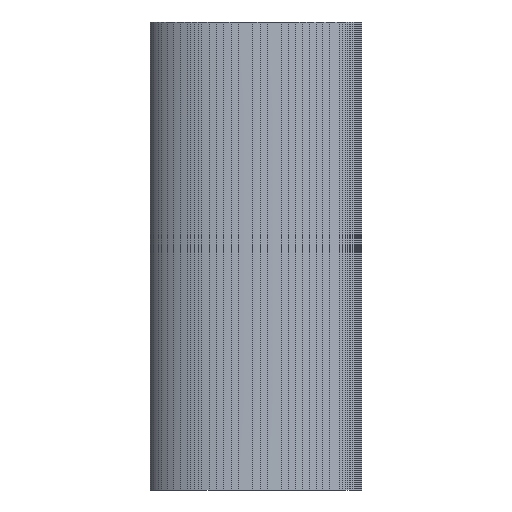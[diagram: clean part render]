
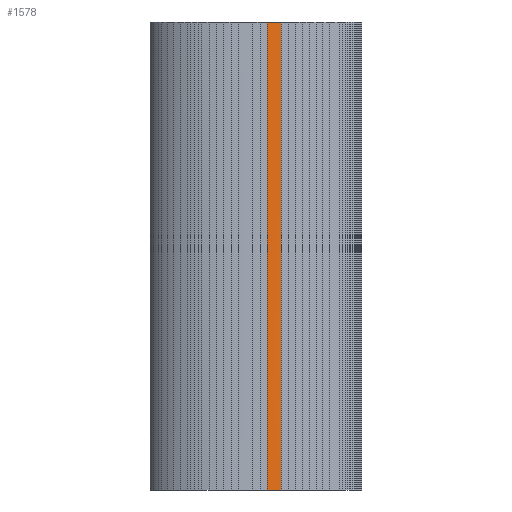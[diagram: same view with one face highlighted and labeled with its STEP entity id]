
A CAD part, front view. The second image highlights one B-rep face of the part: STEP entity #1578.
In plain terms, the highlighted face is a extrusion surface.
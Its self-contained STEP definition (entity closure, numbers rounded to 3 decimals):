
#1512=CARTESIAN_POINT('Vertex',(245.959,-65.29,440.)) ;
#1515=CARTESIAN_POINT('Line Origine',(245.959,-65.29,0.)) ;
#1519=CARTESIAN_POINT('Vertex',(245.959,-65.29,-440.)) ;
#1538=CARTESIAN_POINT('Control Point',(245.959,-65.29,0.)) ;
#1539=CARTESIAN_POINT('Control Point',(240.641,-66.793,0.)) ;
#1540=CARTESIAN_POINT('Control Point',(235.308,-68.243,0.)) ;
#1541=CARTESIAN_POINT('Control Point',(229.959,-69.64,0.)) ;
#1542=CARTESIAN_POINT('Control Point',(224.597,-70.984,0.)) ;
#1543=CARTESIAN_POINT('Control Point',(219.222,-72.275,0.)) ;
#1548=CARTESIAN_POINT('Control Point',(245.959,-65.29,440.)) ;
#1549=CARTESIAN_POINT('Control Point',(240.641,-66.793,440.)) ;
#1550=CARTESIAN_POINT('Control Point',(235.308,-68.243,440.)) ;
#1551=CARTESIAN_POINT('Control Point',(229.959,-69.64,440.)) ;
#1552=CARTESIAN_POINT('Control Point',(224.597,-70.984,440.)) ;
#1553=CARTESIAN_POINT('Control Point',(219.222,-72.275,440.)) ;
#1554=CARTESIAN_POINT('Vertex',(219.222,-72.275,440.)) ;
#1557=CARTESIAN_POINT('Line Origine',(219.222,-72.275,0.)) ;
#1561=CARTESIAN_POINT('Vertex',(219.222,-72.275,-440.)) ;
#1565=CARTESIAN_POINT('Control Point',(245.959,-65.29,-440.)) ;
#1566=CARTESIAN_POINT('Control Point',(240.641,-66.793,-440.)) ;
#1567=CARTESIAN_POINT('Control Point',(235.308,-68.243,-440.)) ;
#1568=CARTESIAN_POINT('Control Point',(229.959,-69.64,-440.)) ;
#1569=CARTESIAN_POINT('Control Point',(224.597,-70.984,-440.)) ;
#1570=CARTESIAN_POINT('Control Point',(219.222,-72.275,-440.)) ;
#1516=DIRECTION('Vector Direction',(0.,0.,1.)) ;
#1544=DIRECTION('Vector Direction',(0.,0.,1.)) ;
#1558=DIRECTION('Vector Direction',(0.,0.,1.)) ;
#1573=ORIENTED_EDGE('',*,*,#1556,.T.) ;
#1574=ORIENTED_EDGE('',*,*,#1563,.F.) ;
#1575=ORIENTED_EDGE('',*,*,#1571,.F.) ;
#1576=ORIENTED_EDGE('',*,*,#1521,.T.) ;
#1517=VECTOR('Line Direction',#1516,1.) ;
#1545=VECTOR('Extrusion Surface Vector',#1544,1.) ;
#1559=VECTOR('Line Direction',#1558,1.) ;
#1578=ADVANCED_FACE('Corps principal',(#1577),#1546,.F.) ;
#1537=B_SPLINE_CURVE_WITH_KNOTS('',5,(#1538,#1539,#1540,#1541,#1542,#1543),.UNSPECIFIED.,.F.,.U.,(6,6),(0.,29.52),.UNSPECIFIED.) ;
#1547=B_SPLINE_CURVE_WITH_KNOTS('',5,(#1548,#1549,#1550,#1551,#1552,#1553),.UNSPECIFIED.,.F.,.U.,(6,6),(0.,29.52),.UNSPECIFIED.) ;
#1564=B_SPLINE_CURVE_WITH_KNOTS('',5,(#1565,#1566,#1567,#1568,#1569,#1570),.UNSPECIFIED.,.F.,.U.,(6,6),(0.,29.52),.UNSPECIFIED.) ;
#1521=EDGE_CURVE('',#1520,#1513,#1518,.T.) ;
#1556=EDGE_CURVE('',#1513,#1555,#1547,.T.) ;
#1563=EDGE_CURVE('',#1562,#1555,#1560,.T.) ;
#1571=EDGE_CURVE('',#1520,#1562,#1564,.T.) ;
#1572=EDGE_LOOP('',(#1573,#1574,#1575,#1576)) ;
#1577=FACE_OUTER_BOUND('',#1572,.T.) ;
#1518=LINE('Line',#1515,#1517) ;
#1560=LINE('Line',#1557,#1559) ;
#1546=SURFACE_OF_LINEAR_EXTRUSION('generated tabulated cylinder',#1537,#1545) ;
#1513=VERTEX_POINT('',#1512) ;
#1520=VERTEX_POINT('',#1519) ;
#1555=VERTEX_POINT('',#1554) ;
#1562=VERTEX_POINT('',#1561) ;
